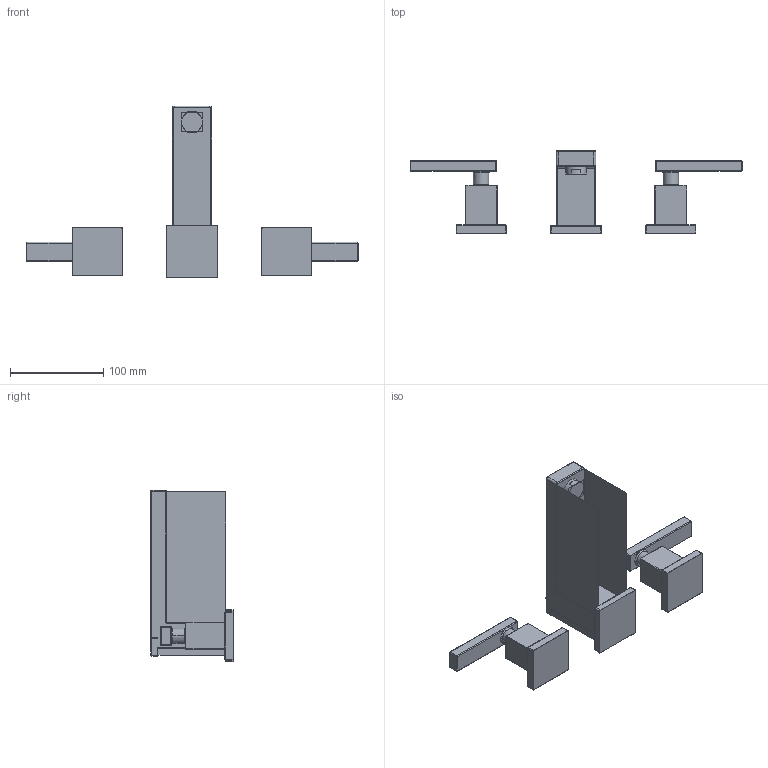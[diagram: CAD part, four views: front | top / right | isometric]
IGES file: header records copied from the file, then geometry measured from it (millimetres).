
Start section:  PTC IGES file: 2560_1_asm.igs
Global section: file name: 2560_1_asm.igs; native system: Creo Parametric by PTC Inc.; preprocessor: 2018400; author: jinson.thomas; organization: Unknown; date: 20201127.141610; units: inch
Bounding box: 355.6 x 87.88 x 184.07 mm (x, y, z)
Volume: 406070.8 mm3; surface area: 326520.4 mm2
Topology: 3 solids, 3 shells, 420 faces, 2098 edges, 2580 vertices
Faces by surface type: revolution 288, bspline 132
